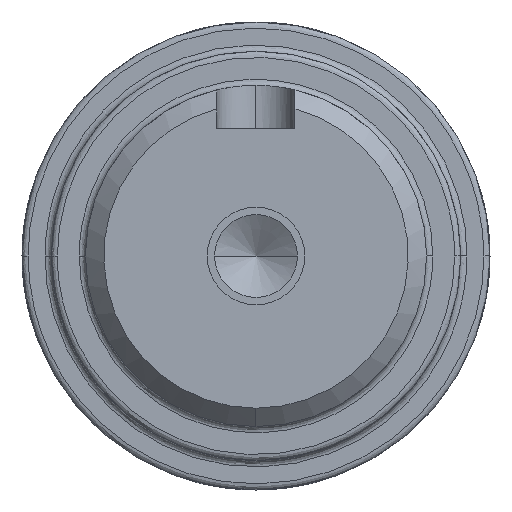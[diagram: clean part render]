
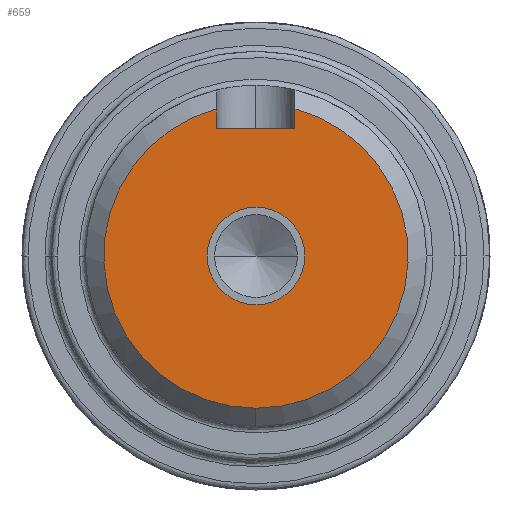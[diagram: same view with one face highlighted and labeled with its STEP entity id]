
A CAD part, left-side view. The second image highlights one B-rep face of the part: STEP entity #659.
In plain terms, the highlighted planar face has unit normal (-1, 0, 0).
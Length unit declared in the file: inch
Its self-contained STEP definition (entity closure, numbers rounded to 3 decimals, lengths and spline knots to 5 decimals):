
#17 = CIRCLE ( 'NONE', #1049, 0.3125 ) ;
#38 = LINE ( 'NONE', #216, #128 ) ;
#77 = ORIENTED_EDGE ( 'NONE', *, *, #1723, .F. ) ;
#78 = VECTOR ( 'NONE', #1399, 39.37008 ) ;
#80 = LINE ( 'NONE', #637, #98 ) ;
#98 = VECTOR ( 'NONE', #1062, 39.37008 ) ;
#128 = VECTOR ( 'NONE', #368, 39.37008 ) ;
#131 = LINE ( 'NONE', #643, #78 ) ;
#216 = CARTESIAN_POINT ( 'NONE',  ( -17.31436, 0., 0.81575 ) ) ;
#219 = ORIENTED_EDGE ( 'NONE', *, *, #1656, .F. ) ;
#309 = VERTEX_POINT ( 'NONE', #559 ) ;
#336 = CARTESIAN_POINT ( 'NONE',  ( -17.31436, 0., 0. ) ) ;
#349 = CARTESIAN_POINT ( 'NONE',  ( -17.31436, -0.25, 0.81575 ) ) ;
#368 = DIRECTION ( 'NONE',  ( 0., -1., 0. ) ) ;
#455 = CARTESIAN_POINT ( 'NONE',  ( -17.31436, 0., 0. ) ) ;
#458 = VERTEX_POINT ( 'NONE', #1019 ) ;
#471 = DIRECTION ( 'NONE',  ( 0., 0., 1. ) ) ;
#493 = CARTESIAN_POINT ( 'NONE',  ( -17.31436, 0., 0. ) ) ;
#559 = CARTESIAN_POINT ( 'NONE',  ( -17.31436, 0.25, 0.81575 ) ) ;
#569 = CARTESIAN_POINT ( 'NONE',  ( -17.31436, 0., -0.3125 ) ) ;
#590 = DIRECTION ( 'NONE',  ( 0., 0., -1. ) ) ;
#601 = EDGE_LOOP ( 'NONE', ( #77, #954 ) ) ;
#623 = AXIS2_PLACEMENT_3D ( 'NONE', #493, #1616, #633 ) ;
#633 = DIRECTION ( 'NONE',  ( 0., 0., 1. ) ) ;
#637 = CARTESIAN_POINT ( 'NONE',  ( -17.31436, -0.25, 0.81575 ) ) ;
#643 = CARTESIAN_POINT ( 'NONE',  ( -17.31436, 0.25, 0.81575 ) ) ;
#644 = VERTEX_POINT ( 'NONE', #1300 ) ;
#659 = ADVANCED_FACE ( 'NONE', ( #1914, #1899 ), #1921, .F. ) ;
#775 = CARTESIAN_POINT ( 'NONE',  ( -17.31436, 0., 0. ) ) ;
#909 = VERTEX_POINT ( 'NONE', #569 ) ;
#923 = DIRECTION ( 'NONE',  ( 0., 0., -1. ) ) ;
#945 = DIRECTION ( 'NONE',  ( 0., 1., 0. ) ) ;
#949 = ORIENTED_EDGE ( 'NONE', *, *, #1737, .T. ) ;
#954 = ORIENTED_EDGE ( 'NONE', *, *, #1682, .F. ) ;
#970 = VERTEX_POINT ( 'NONE', #1671 ) ;
#1019 = CARTESIAN_POINT ( 'NONE',  ( -17.31436, 0.25, 0.94301 ) ) ;
#1049 = AXIS2_PLACEMENT_3D ( 'NONE', #336, #1382, #471 ) ;
#1055 = ORIENTED_EDGE ( 'NONE', *, *, #1743, .T. ) ;
#1062 = DIRECTION ( 'NONE',  ( 0., 0., -1. ) ) ;
#1120 = AXIS2_PLACEMENT_3D ( 'NONE', #455, #1545, #590 ) ;
#1207 = AXIS2_PLACEMENT_3D ( 'NONE', #775, #1920, #923 ) ;
#1210 = EDGE_LOOP ( 'NONE', ( #949, #1826, #219, #1055, #1437 ) ) ;
#1230 = CARTESIAN_POINT ( 'NONE',  ( -17.31436, -0.25, 0.94301 ) ) ;
#1247 = DIRECTION ( 'NONE',  ( 1., 0., 0. ) ) ;
#1300 = CARTESIAN_POINT ( 'NONE',  ( -17.31436, 0., 0.3125 ) ) ;
#1366 = AXIS2_PLACEMENT_3D ( 'NONE', #1845, #1247, #945 ) ;
#1382 = DIRECTION ( 'NONE',  ( -1., 0., 0. ) ) ;
#1399 = DIRECTION ( 'NONE',  ( 0., 0., 1. ) ) ;
#1437 = ORIENTED_EDGE ( 'NONE', *, *, #1734, .F. ) ;
#1545 = DIRECTION ( 'NONE',  ( 1., 0., 0. ) ) ;
#1616 = DIRECTION ( 'NONE',  ( -1., 0., 0. ) ) ;
#1656 = EDGE_CURVE ( 'NONE', #1800, #970, #1755, .T. ) ;
#1671 = CARTESIAN_POINT ( 'NONE',  ( -17.31436, 0., -0.97559 ) ) ;
#1682 = EDGE_CURVE ( 'NONE', #909, #644, #17, .T. ) ;
#1690 = CIRCLE ( 'NONE', #623, 0.3125 ) ;
#1723 = EDGE_CURVE ( 'NONE', #644, #909, #1690, .T. ) ;
#1734 = EDGE_CURVE ( 'NONE', #309, #1781, #38, .T. ) ;
#1737 = EDGE_CURVE ( 'NONE', #309, #458, #131, .T. ) ;
#1738 = EDGE_CURVE ( 'NONE', #970, #458, #1783, .T. ) ;
#1743 = EDGE_CURVE ( 'NONE', #1800, #1781, #80, .T. ) ;
#1755 = CIRCLE ( 'NONE', #1120, 0.97559 ) ;
#1781 = VERTEX_POINT ( 'NONE', #349 ) ;
#1783 = CIRCLE ( 'NONE', #1207, 0.97559 ) ;
#1800 = VERTEX_POINT ( 'NONE', #1230 ) ;
#1826 = ORIENTED_EDGE ( 'NONE', *, *, #1738, .F. ) ;
#1845 = CARTESIAN_POINT ( 'NONE',  ( -17.31436, 0., 0. ) ) ;
#1899 = FACE_BOUND ( 'NONE', #601, .T. ) ;
#1914 = FACE_OUTER_BOUND ( 'NONE', #1210, .T. ) ;
#1920 = DIRECTION ( 'NONE',  ( 1., 0., 0. ) ) ;
#1921 = PLANE ( 'NONE',  #1366 ) ;
